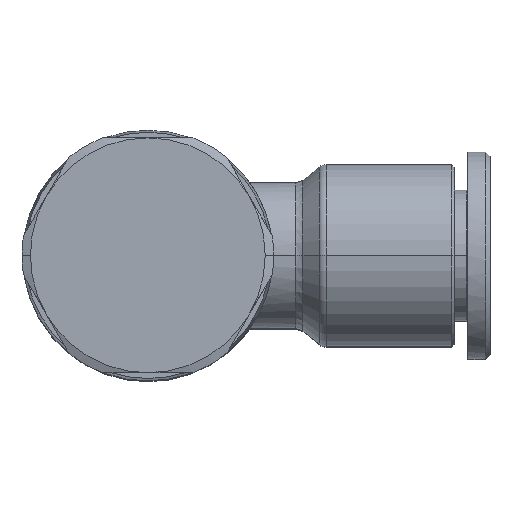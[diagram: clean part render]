
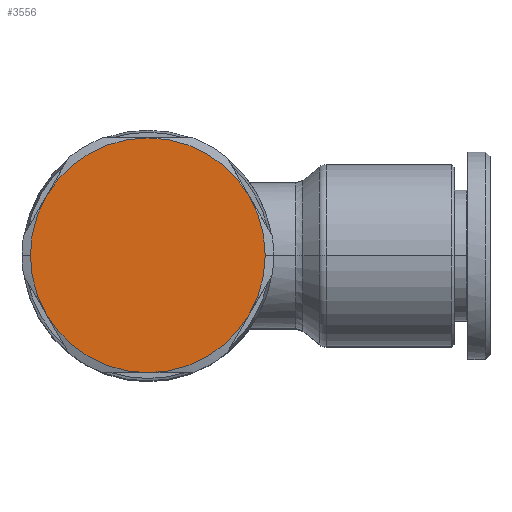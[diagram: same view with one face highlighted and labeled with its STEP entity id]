
A CAD part, top view. The second image highlights one B-rep face of the part: STEP entity #3556.
In plain terms, the highlighted planar face has unit normal (0, 0, 1).
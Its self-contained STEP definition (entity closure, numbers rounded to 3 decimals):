
#2485=CARTESIAN_POINT('',(-3.9,0.,14.5));
#2486=VERTEX_POINT('',#2485);
#2493=CARTESIAN_POINT('',(-2.493,5.25,14.5));
#2494=VERTEX_POINT('',#2493);
#2495=CARTESIAN_POINT('',(6.6,0.,14.5));
#2496=DIRECTION('',(0.0,0.0,1.0));
#2497=DIRECTION('',(1.0,0.0,0.0));
#2498=AXIS2_PLACEMENT_3D('',#2495,#2496,#2497);
#2499=CIRCLE('',#2498,10.5);
#2500=EDGE_CURVE('',#2494,#2486,#2499,.T.);
#2524=CARTESIAN_POINT('',(17.1,0.,14.5));
#2525=VERTEX_POINT('',#2524);
#2533=CARTESIAN_POINT('',(15.693,5.25,14.5));
#2534=VERTEX_POINT('',#2533);
#2548=CARTESIAN_POINT('',(6.6,0.,14.5));
#2549=DIRECTION('',(0.0,0.0,1.0));
#2550=DIRECTION('',(1.0,0.0,0.0));
#2551=AXIS2_PLACEMENT_3D('',#2548,#2549,#2550);
#2552=CIRCLE('',#2551,10.5);
#2553=EDGE_CURVE('',#2525,#2534,#2552,.T.);
#2928=CARTESIAN_POINT('',(15.693,-5.25,14.5));
#2929=VERTEX_POINT('',#2928);
#2930=CARTESIAN_POINT('',(6.6,0.,14.5));
#2931=DIRECTION('',(0.0,0.0,1.0));
#2932=DIRECTION('',(1.0,0.0,0.0));
#2933=AXIS2_PLACEMENT_3D('',#2930,#2931,#2932);
#2934=CIRCLE('',#2933,10.5);
#2935=EDGE_CURVE('',#2929,#2525,#2934,.T.);
#2969=CARTESIAN_POINT('',(6.6,-10.5,14.5));
#2970=VERTEX_POINT('',#2969);
#3006=CARTESIAN_POINT('',(6.6,0.,14.5));
#3007=DIRECTION('',(0.0,0.0,1.0));
#3008=DIRECTION('',(1.0,0.0,0.0));
#3009=AXIS2_PLACEMENT_3D('',#3006,#3007,#3008);
#3010=CIRCLE('',#3009,10.5);
#3011=EDGE_CURVE('',#2970,#2929,#3010,.T.);
#3036=CARTESIAN_POINT('',(-2.493,-5.25,14.5));
#3037=VERTEX_POINT('',#3036);
#3038=CARTESIAN_POINT('',(6.6,0.,14.5));
#3039=DIRECTION('',(0.0,0.0,1.0));
#3040=DIRECTION('',(1.0,0.0,0.0));
#3041=AXIS2_PLACEMENT_3D('',#3038,#3039,#3040);
#3042=CIRCLE('',#3041,10.5);
#3043=EDGE_CURVE('',#3037,#2970,#3042,.T.);
#3098=CARTESIAN_POINT('',(6.6,0.,14.5));
#3099=DIRECTION('',(0.0,0.0,1.0));
#3100=DIRECTION('',(1.0,0.0,0.0));
#3101=AXIS2_PLACEMENT_3D('',#3098,#3099,#3100);
#3102=CIRCLE('',#3101,10.5);
#3103=EDGE_CURVE('',#2486,#3037,#3102,.T.);
#3128=CARTESIAN_POINT('',(6.6,10.5,14.5));
#3129=VERTEX_POINT('',#3128);
#3130=CARTESIAN_POINT('',(6.6,0.,14.5));
#3131=DIRECTION('',(0.0,0.0,1.0));
#3132=DIRECTION('',(1.0,0.0,0.0));
#3133=AXIS2_PLACEMENT_3D('',#3130,#3131,#3132);
#3134=CIRCLE('',#3133,10.5);
#3135=EDGE_CURVE('',#3129,#2494,#3134,.T.);
#3182=CARTESIAN_POINT('',(6.6,0.,14.5));
#3183=DIRECTION('',(0.0,0.0,1.0));
#3184=DIRECTION('',(1.0,0.0,0.0));
#3185=AXIS2_PLACEMENT_3D('',#3182,#3183,#3184);
#3186=CIRCLE('',#3185,10.5);
#3187=EDGE_CURVE('',#2534,#3129,#3186,.T.);
#3541=CARTESIAN_POINT('',(6.6,0.,14.5));
#3542=DIRECTION('',(0.0,0.0,1.0));
#3543=DIRECTION('',(1.0,0.0,0.0));
#3544=AXIS2_PLACEMENT_3D('',#3541,#3542,#3543);
#3545=PLANE('',#3544);
#3546=ORIENTED_EDGE('',*,*,#3187,.T.);
#3547=ORIENTED_EDGE('',*,*,#3135,.T.);
#3548=ORIENTED_EDGE('',*,*,#2500,.T.);
#3549=ORIENTED_EDGE('',*,*,#3103,.T.);
#3550=ORIENTED_EDGE('',*,*,#3043,.T.);
#3551=ORIENTED_EDGE('',*,*,#3011,.T.);
#3552=ORIENTED_EDGE('',*,*,#2935,.T.);
#3553=ORIENTED_EDGE('',*,*,#2553,.T.);
#3554=EDGE_LOOP('',(#3546,#3547,#3548,#3549,#3550,#3551,#3552,#3553));
#3555=FACE_OUTER_BOUND('',#3554,.T.);
#3556=ADVANCED_FACE('',(#3555),#3545,.T.);
